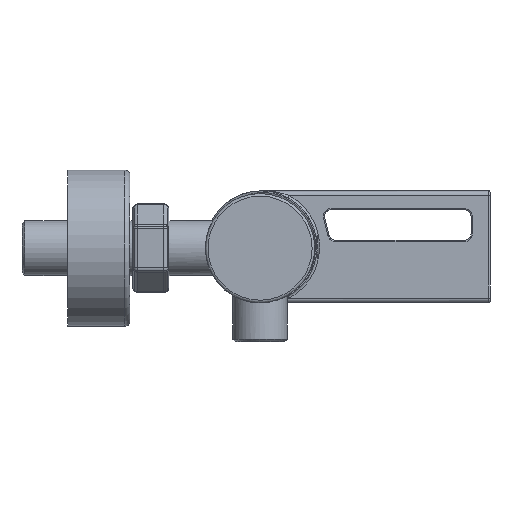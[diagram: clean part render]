
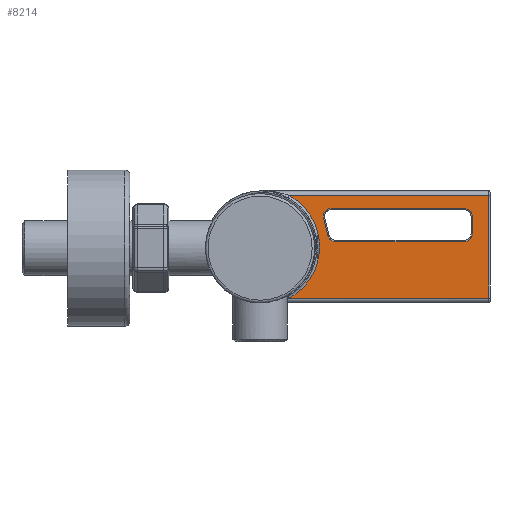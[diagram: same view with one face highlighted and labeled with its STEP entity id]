
A CAD part, left-side view. The second image highlights one B-rep face of the part: STEP entity #8214.
In plain terms, the highlighted planar face has unit normal (-1, 0, 0).
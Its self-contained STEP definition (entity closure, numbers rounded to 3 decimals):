
#8052=CARTESIAN_POINT('',(121.489,-31.02,10.461));
#8053=VERTEX_POINT('',#8052);
#8093=CARTESIAN_POINT('',(121.489,-31.02,-28.939));
#8094=VERTEX_POINT('',#8093);
#8102=CARTESIAN_POINT('',(121.489,-20.15,-9.239));
#8103=DIRECTION('',(1.,-0.,0.));
#8104=DIRECTION('',(-0.,-1.,-0.));
#8105=AXIS2_PLACEMENT_3D('',#8102,#8103,#8104);
#8106=CIRCLE('',#8105,22.5);
#8107=EDGE_CURVE('',#8053,#8094,#8106,.T.);
#8114=CARTESIAN_POINT('',(121.489,-20.15,-9.239));
#8115=DIRECTION('',(1.,-0.,0.));
#8116=DIRECTION('',(0.,1.,0.));
#8117=AXIS2_PLACEMENT_3D('',#8114,#8115,#8116);
#8118=PLANE('',#8117);
#8119=CARTESIAN_POINT('',(121.489,-107.65,-28.939));
#8120=VERTEX_POINT('',#8119);
#8121=CARTESIAN_POINT('',(121.489,-31.02,-28.939));
#8122=DIRECTION('',(-0.,-1.,-0.));
#8123=VECTOR('',#8122,76.63);
#8124=LINE('',#8121,#8123);
#8125=EDGE_CURVE('',#8094,#8120,#8124,.T.);
#8126=ORIENTED_EDGE('',*,*,#8125,.T.);
#8127=CARTESIAN_POINT('',(121.489,-107.65,10.461));
#8128=VERTEX_POINT('',#8127);
#8129=CARTESIAN_POINT('',(121.489,-107.65,-28.939));
#8130=DIRECTION('',(-0.,-0.,1.));
#8131=VECTOR('',#8130,39.4);
#8132=LINE('',#8129,#8131);
#8133=EDGE_CURVE('',#8120,#8128,#8132,.T.);
#8134=ORIENTED_EDGE('',*,*,#8133,.T.);
#8135=CARTESIAN_POINT('',(121.489,-107.65,10.461));
#8136=DIRECTION('',(0.,1.,0.));
#8137=VECTOR('',#8136,76.63);
#8138=LINE('',#8135,#8137);
#8139=EDGE_CURVE('',#8128,#8053,#8138,.T.);
#8140=ORIENTED_EDGE('',*,*,#8139,.T.);
#8141=ORIENTED_EDGE('',*,*,#8107,.T.);
#8142=EDGE_LOOP('',(#8126,#8134,#8140,#8141));
#8143=FACE_BOUND('',#8142,.T.);
#8144=CARTESIAN_POINT('',(121.489,-45.884,-4.984));
#8145=VERTEX_POINT('',#8144);
#8146=CARTESIAN_POINT('',(121.489,-44.166,1.716));
#8147=VERTEX_POINT('',#8146);
#8148=CARTESIAN_POINT('',(121.489,-45.884,-4.984));
#8149=DIRECTION('',(-0.,0.248,0.969));
#8150=VECTOR('',#8149,6.917);
#8151=LINE('',#8148,#8150);
#8152=EDGE_CURVE('',#8145,#8147,#8151,.T.);
#8153=ORIENTED_EDGE('',*,*,#8152,.T.);
#8154=CARTESIAN_POINT('',(121.489,-47.072,5.461));
#8155=VERTEX_POINT('',#8154);
#8156=CARTESIAN_POINT('',(121.489,-47.072,2.461));
#8157=DIRECTION('',(1.,-0.,0.));
#8158=DIRECTION('',(0.,1.,0.));
#8159=AXIS2_PLACEMENT_3D('',#8156,#8157,#8158);
#8160=CIRCLE('',#8159,3.);
#8161=EDGE_CURVE('',#8147,#8155,#8160,.T.);
#8162=ORIENTED_EDGE('',*,*,#8161,.T.);
#8163=CARTESIAN_POINT('',(121.489,-98.35,5.461));
#8164=VERTEX_POINT('',#8163);
#8165=CARTESIAN_POINT('',(121.489,-47.072,5.461));
#8166=DIRECTION('',(-0.,-1.,-0.));
#8167=VECTOR('',#8166,51.278);
#8168=LINE('',#8165,#8167);
#8169=EDGE_CURVE('',#8155,#8164,#8168,.T.);
#8170=ORIENTED_EDGE('',*,*,#8169,.T.);
#8171=CARTESIAN_POINT('',(121.489,-101.35,2.461));
#8172=VERTEX_POINT('',#8171);
#8173=CARTESIAN_POINT('',(121.489,-98.35,2.461));
#8174=DIRECTION('',(1.,-0.,0.));
#8175=DIRECTION('',(0.,1.,0.));
#8176=AXIS2_PLACEMENT_3D('',#8173,#8174,#8175);
#8177=CIRCLE('',#8176,3.);
#8178=EDGE_CURVE('',#8164,#8172,#8177,.T.);
#8179=ORIENTED_EDGE('',*,*,#8178,.T.);
#8180=CARTESIAN_POINT('',(121.489,-101.35,-4.239));
#8181=VERTEX_POINT('',#8180);
#8182=CARTESIAN_POINT('',(121.489,-101.35,2.461));
#8183=DIRECTION('',(0.,0.,-1.));
#8184=VECTOR('',#8183,6.7);
#8185=LINE('',#8182,#8184);
#8186=EDGE_CURVE('',#8172,#8181,#8185,.T.);
#8187=ORIENTED_EDGE('',*,*,#8186,.T.);
#8188=CARTESIAN_POINT('',(121.489,-98.35,-7.239));
#8189=VERTEX_POINT('',#8188);
#8190=CARTESIAN_POINT('',(121.489,-98.35,-4.239));
#8191=DIRECTION('',(1.,-0.,0.));
#8192=DIRECTION('',(0.,1.,0.));
#8193=AXIS2_PLACEMENT_3D('',#8190,#8191,#8192);
#8194=CIRCLE('',#8193,3.);
#8195=EDGE_CURVE('',#8181,#8189,#8194,.T.);
#8196=ORIENTED_EDGE('',*,*,#8195,.T.);
#8197=CARTESIAN_POINT('',(121.489,-48.79,-7.239));
#8198=VERTEX_POINT('',#8197);
#8199=CARTESIAN_POINT('',(121.489,-98.35,-7.239));
#8200=DIRECTION('',(0.,1.,0.));
#8201=VECTOR('',#8200,49.56);
#8202=LINE('',#8199,#8201);
#8203=EDGE_CURVE('',#8189,#8198,#8202,.T.);
#8204=ORIENTED_EDGE('',*,*,#8203,.T.);
#8205=CARTESIAN_POINT('',(121.489,-48.79,-4.239));
#8206=DIRECTION('',(1.,-0.,0.));
#8207=DIRECTION('',(0.,1.,0.));
#8208=AXIS2_PLACEMENT_3D('',#8205,#8206,#8207);
#8209=CIRCLE('',#8208,3.);
#8210=EDGE_CURVE('',#8198,#8145,#8209,.T.);
#8211=ORIENTED_EDGE('',*,*,#8210,.T.);
#8212=EDGE_LOOP('',(#8153,#8162,#8170,#8179,#8187,#8196,#8204,#8211));
#8213=FACE_BOUND('',#8212,.T.);
#8214=ADVANCED_FACE('',(#8143,#8213),#8118,.F.);
